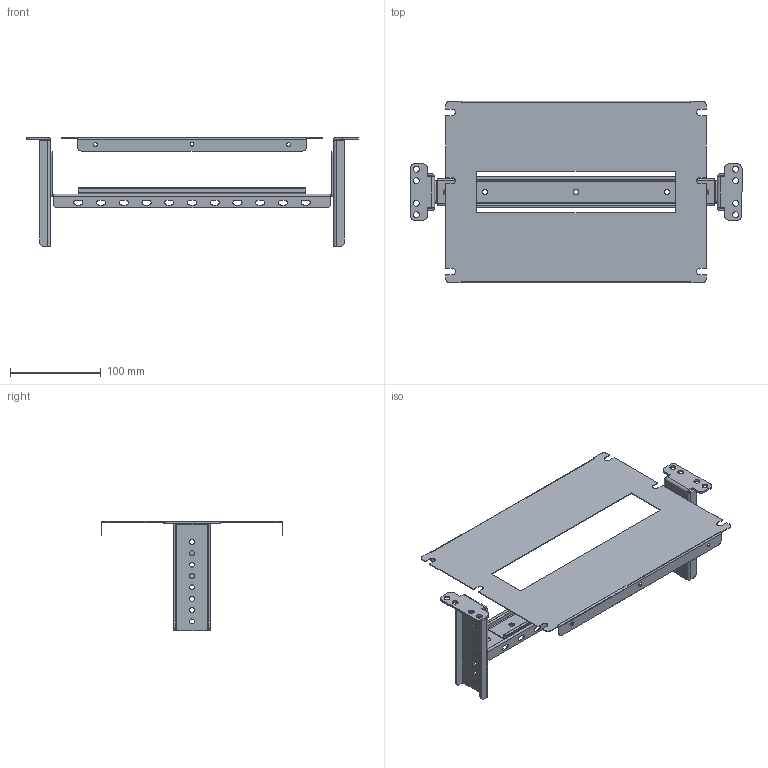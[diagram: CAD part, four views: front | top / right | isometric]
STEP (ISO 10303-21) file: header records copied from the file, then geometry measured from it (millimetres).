
FILE_DESCRIPTION (( 'STEP AP214' ), '1' );
FILE_NAME ('YKM40D-FO-MCV-020-040 FORMAT Êîìïëåêò óñòàíîâêè ìîäóëüíîãî àâòîìàòè÷åñêîãî âûêëþ÷àòåëÿ (âíóòðåííÿÿ äâåðü) 200õ400ìì IEK.STEP', '2022-05-30T09:09:57', ( '' ), ( '' ), 'SwSTEP 2.0', 'SolidWorks 2017', '' );
FILE_SCHEMA (( 'AUTOMOTIVE_DESIGN' ));
Length unit declared in the file: millimetre
Products named in the file (1): YKM40D-FO-MCV-020-040 FORMAT Êîìïëåêò óñòàíîâêè ìîäóëüíîãî àâòîìàòè÷åñêîãî âûêëþ÷àòåëÿ (âíóòðåííÿÿ äâåðü) 200õ400ìì IEK
Bounding box: 365 x 199.6 x 120 mm (x, y, z)
Volume: 111399.6 mm3; surface area: 207011.9 mm2
Topology: 7 solids, 7 shells, 423 faces, 1119 edges, 710 vertices
Faces by surface type: plane 216, cylinder 207
Entity records: 18096 total; most frequent: DIRECTION 2385, CARTESIAN_POINT 2253, ORIENTED_EDGE 2238, EDGE_CURVE 1119, AXIS2_PLACEMENT_3D 842, VERTEX_POINT 710, VECTOR 701, LINE 701
